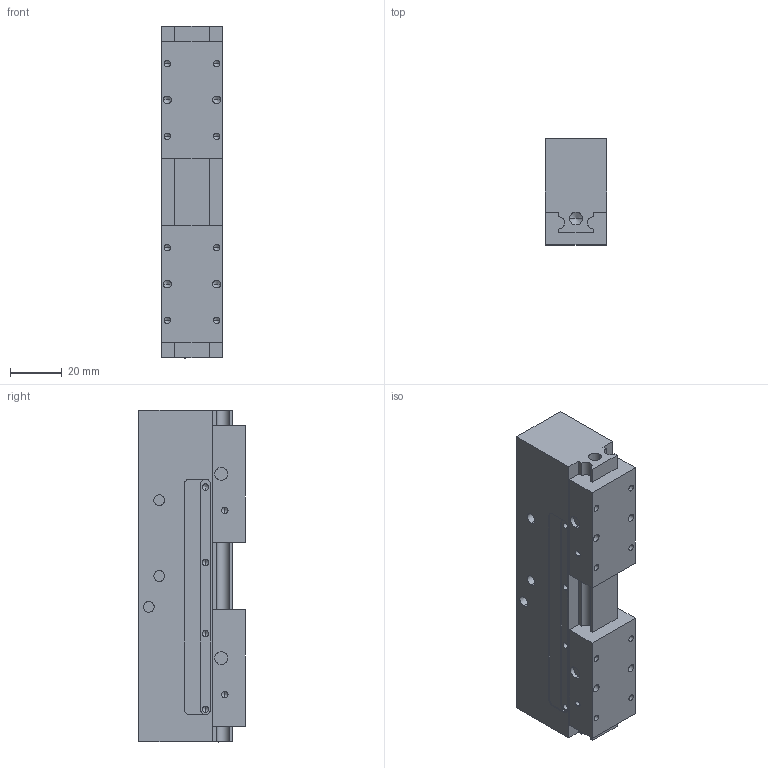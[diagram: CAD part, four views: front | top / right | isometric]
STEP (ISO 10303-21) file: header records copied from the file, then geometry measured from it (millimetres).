
FILE_DESCRIPTION((''),'2;1');
FILE_NAME('MAGNUM-130-26 open.stp','2005-09-26T10:18:08',('Brian Iselin'),(''),'Autodesk Inventor 7','Autodesk Inventor 7','');
FILE_SCHEMA(('AUTOMOTIVE_DESIGN { 1 0 10303 214 1 1 1 1 }'));
Length unit declared in the file: inch
Products named in the file (3): MAGNUM-130-26; 26body; 26jaw
Assembly tree (3 placements, depth 2):
  MAGNUM-130-26
    26body
    26jaw  x2
Bounding box: 23.85 x 41 x 128 mm (x, y, z)
Volume: 113982.8 mm3; surface area: 29112.8 mm2
Topology: 3 solids, 3 shells, 197 faces, 491 edges, 274 vertices
Faces by surface type: bspline 139, plane 43, cylinder 13, cone 2
Entity records: 5591 total; most frequent: CARTESIAN_POINT 2478, ORIENTED_EDGE 658, DIRECTION 565, EDGE_CURVE 329, VERTEX_POINT 211, VECTOR 193, LINE 193, AXIS2_PLACEMENT_3D 186
